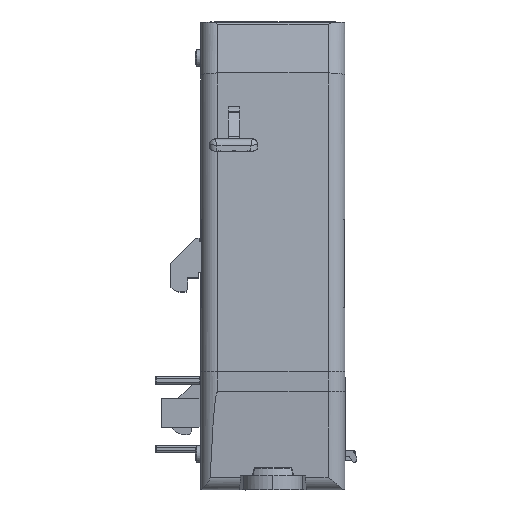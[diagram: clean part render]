
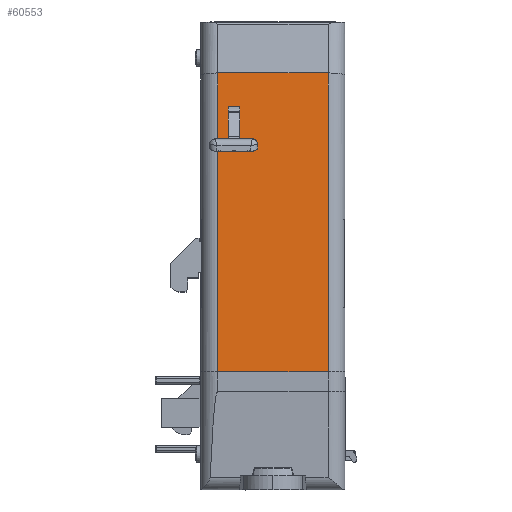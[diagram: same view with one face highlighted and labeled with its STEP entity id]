
A CAD part, front view. The second image highlights one B-rep face of the part: STEP entity #60553.
In plain terms, the highlighted planar face has unit normal (0, -0.999, 0.044).
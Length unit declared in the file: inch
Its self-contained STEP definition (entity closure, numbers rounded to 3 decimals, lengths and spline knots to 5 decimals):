
#3788 = ORIENTED_EDGE ( 'NONE', *, *, #34582, .T. ) ;
#11862 = CARTESIAN_POINT ( 'NONE',  ( -0.24746, -1.82827, -2.33452 ) ) ;
#14227 = FACE_BOUND ( 'NONE', #69700, .T. ) ;
#14346 = VECTOR ( 'NONE', #27606, 39.37008 ) ;
#14817 = CARTESIAN_POINT ( 'NONE',  ( -0.09629, -1.75976, -0.76539 ) ) ;
#18984 = ORIENTED_EDGE ( 'NONE', *, *, #166376, .T. ) ;
#19573 = LINE ( 'NONE', #71981, #106639 ) ;
#22456 = LINE ( 'NONE', #190550, #49674 ) ;
#27606 = DIRECTION ( 'NONE',  ( -1., 0., 0. ) ) ;
#30723 = PLANE ( 'NONE',  #197346 ) ;
#34582 = EDGE_CURVE ( 'NONE', #40441, #183751, #196696, .T. ) ;
#39126 = CARTESIAN_POINT ( 'NONE',  ( -0.17505, -1.75976, -0.76539 ) ) ;
#39519 = CARTESIAN_POINT ( 'NONE',  ( 0.63541, -1.82827, -2.33452 ) ) ;
#40441 = VERTEX_POINT ( 'NONE', #62114 ) ;
#45295 = DIRECTION ( 'NONE',  ( 0., -0.044, -0.999 ) ) ;
#45649 = CARTESIAN_POINT ( 'NONE',  ( 0.63541, -1.75976, -0.76539 ) ) ;
#46693 = VERTEX_POINT ( 'NONE', #212052 ) ;
#49674 = VECTOR ( 'NONE', #86453, 39.37008 ) ;
#55051 = EDGE_LOOP ( 'NONE', ( #156264, #18984, #3788, #212113 ) ) ;
#59982 = VECTOR ( 'NONE', #156657, 39.37008 ) ;
#60553 = ADVANCED_FACE ( 'NONE', ( #79637, #14227 ), #30723, .T. ) ;
#61494 = VERTEX_POINT ( 'NONE', #170749 ) ;
#62114 = CARTESIAN_POINT ( 'NONE',  ( 0.51828, -1.73772, -0.26054 ) ) ;
#63453 = EDGE_CURVE ( 'NONE', #190801, #87891, #161604, .T. ) ;
#65074 = EDGE_CURVE ( 'NONE', #61494, #87891, #22456, .T. ) ;
#69522 = EDGE_CURVE ( 'NONE', #183751, #214525, #185645, .T. ) ;
#69700 = EDGE_LOOP ( 'NONE', ( #188976, #152650, #213835, #145950 ) ) ;
#71981 = CARTESIAN_POINT ( 'NONE',  ( -0.13567, -1.74776, -0.49051 ) ) ;
#72230 = CARTESIAN_POINT ( 'NONE',  ( -0.17505, -1.74776, -0.49051 ) ) ;
#72757 = CARTESIAN_POINT ( 'NONE',  ( -0.17505, -1.92586, -4.56957 ) ) ;
#79637 = FACE_OUTER_BOUND ( 'NONE', #55051, .T. ) ;
#81589 = CARTESIAN_POINT ( 'NONE',  ( 0.63541, -1.92586, -4.56957 ) ) ;
#81641 = VECTOR ( 'NONE', #97314, 39.37008 ) ;
#86453 = DIRECTION ( 'NONE',  ( 0., -0.044, -0.999 ) ) ;
#87891 = VERTEX_POINT ( 'NONE', #14817 ) ;
#92504 = CARTESIAN_POINT ( 'NONE',  ( -0.24746, -1.82827, -2.33452 ) ) ;
#97314 = DIRECTION ( 'NONE',  ( -1., 0., 0. ) ) ;
#97536 = CARTESIAN_POINT ( 'NONE',  ( 0.63541, -1.73772, -0.26054 ) ) ;
#106639 = VECTOR ( 'NONE', #107031, 39.37008 ) ;
#107031 = DIRECTION ( 'NONE',  ( -1., 0., 0. ) ) ;
#111766 = LINE ( 'NONE', #209939, #59982 ) ;
#128015 = LINE ( 'NONE', #39519, #81641 ) ;
#145950 = ORIENTED_EDGE ( 'NONE', *, *, #179456, .T. ) ;
#152234 = DIRECTION ( 'NONE',  ( 0., -0.999, 0.044 ) ) ;
#152650 = ORIENTED_EDGE ( 'NONE', *, *, #65074, .T. ) ;
#156264 = ORIENTED_EDGE ( 'NONE', *, *, #200071, .F. ) ;
#156657 = DIRECTION ( 'NONE',  ( 0., 0.044, 0.999 ) ) ;
#156760 = VECTOR ( 'NONE', #158588, 39.37008 ) ;
#158588 = DIRECTION ( 'NONE',  ( 0., 0.044, 0.999 ) ) ;
#161604 = LINE ( 'NONE', #45649, #224404 ) ;
#166376 = EDGE_CURVE ( 'NONE', #46693, #40441, #111766, .T. ) ;
#167987 = DIRECTION ( 'NONE',  ( 1., 0., 0. ) ) ;
#170749 = CARTESIAN_POINT ( 'NONE',  ( -0.09629, -1.74776, -0.49051 ) ) ;
#178732 = LINE ( 'NONE', #72757, #156760 ) ;
#179456 = EDGE_CURVE ( 'NONE', #190801, #196660, #178732, .T. ) ;
#183751 = VERTEX_POINT ( 'NONE', #211648 ) ;
#185645 = LINE ( 'NONE', #11862, #207384 ) ;
#188976 = ORIENTED_EDGE ( 'NONE', *, *, #223730, .F. ) ;
#190550 = CARTESIAN_POINT ( 'NONE',  ( -0.09629, -1.92586, -4.56957 ) ) ;
#190801 = VERTEX_POINT ( 'NONE', #39126 ) ;
#196660 = VERTEX_POINT ( 'NONE', #72230 ) ;
#196696 = LINE ( 'NONE', #97536, #14346 ) ;
#197346 = AXIS2_PLACEMENT_3D ( 'NONE', #81589, #152234, #221507 ) ;
#200071 = EDGE_CURVE ( 'NONE', #46693, #214525, #128015, .T. ) ;
#207384 = VECTOR ( 'NONE', #45295, 39.37008 ) ;
#209939 = CARTESIAN_POINT ( 'NONE',  ( 0.51828, -1.92586, -4.56957 ) ) ;
#211648 = CARTESIAN_POINT ( 'NONE',  ( -0.24746, -1.73772, -0.26054 ) ) ;
#212052 = CARTESIAN_POINT ( 'NONE',  ( 0.51828, -1.82827, -2.33452 ) ) ;
#212113 = ORIENTED_EDGE ( 'NONE', *, *, #69522, .T. ) ;
#213835 = ORIENTED_EDGE ( 'NONE', *, *, #63453, .F. ) ;
#214525 = VERTEX_POINT ( 'NONE', #92504 ) ;
#221507 = DIRECTION ( 'NONE',  ( 0., -0.044, -0.999 ) ) ;
#223730 = EDGE_CURVE ( 'NONE', #61494, #196660, #19573, .T. ) ;
#224404 = VECTOR ( 'NONE', #167987, 39.37008 ) ;
